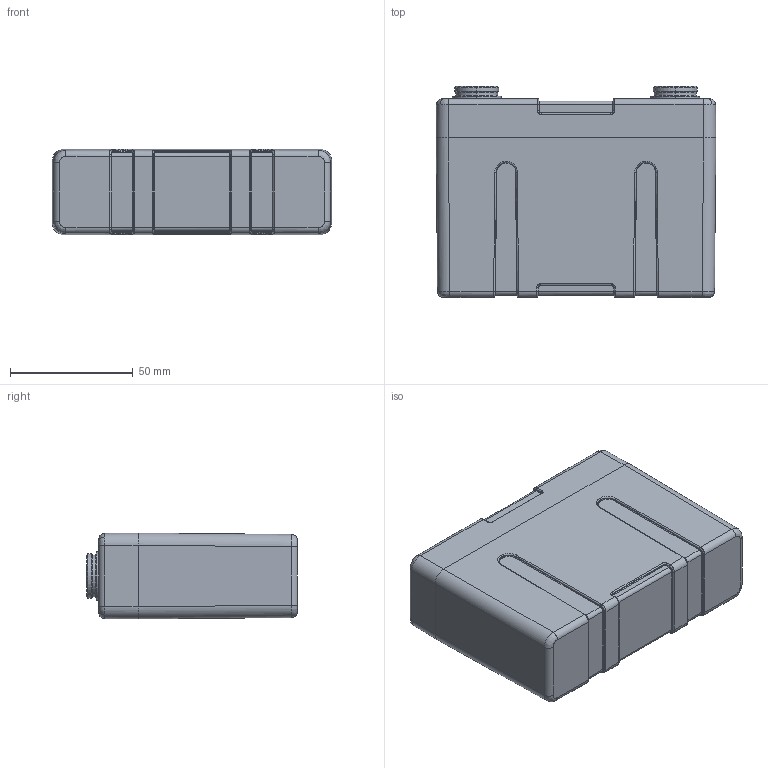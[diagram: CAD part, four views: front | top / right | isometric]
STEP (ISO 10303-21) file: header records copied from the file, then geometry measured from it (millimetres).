
FILE_DESCRIPTION (( 'STEP AP203' ), '1' );
FILE_NAME ('Andrena_2.5Ah_BC_2023-04-24.STEP', '2023-04-24T11:15:23', ( '' ), ( '' ), 'SwSTEP 2.0', 'SolidWorks 2022', '' );
FILE_SCHEMA (( 'CONFIG_CONTROL_DESIGN' ));
Length unit declared in the file: millimetre
Products named in the file (1): Andrena_2.5Ah_BC_2023-04-24
Bounding box: 114 x 86 x 35 mm (x, y, z)
Volume: 311748.4 mm3; surface area: 31725.7 mm2
Topology: 1 solids, 1 shells, 340 faces, 801 edges, 460 vertices
Faces by surface type: bspline 164, cylinder 90, plane 70, torus 8, cone 8
Entity records: 12937 total; most frequent: CARTESIAN_POINT 6599, ORIENTED_EDGE 1570, DIRECTION 993, EDGE_CURVE 785, VERTEX_POINT 460, EDGE_LOOP 353, ADVANCED_FACE 340, FACE_OUTER_BOUND 340
